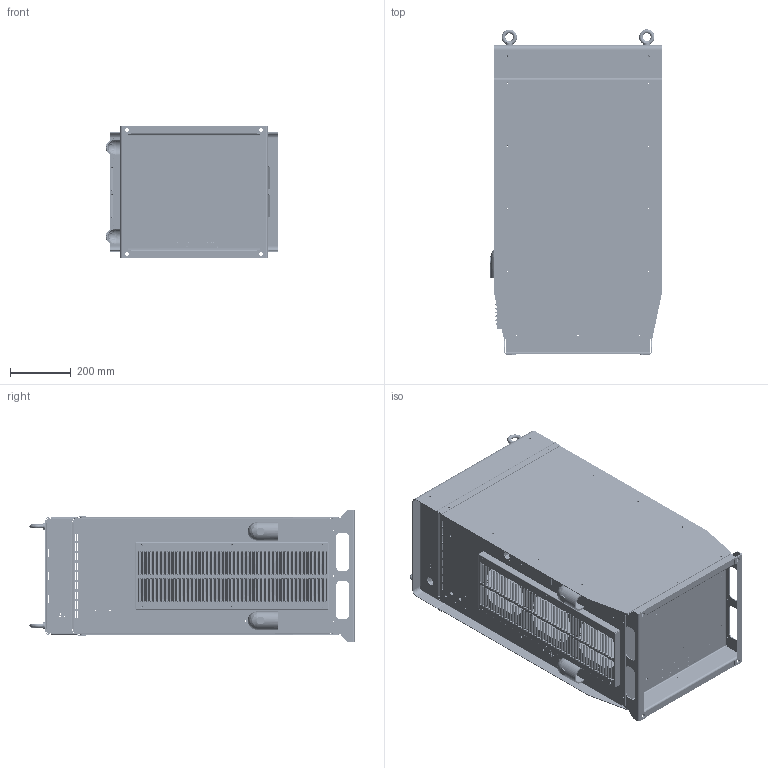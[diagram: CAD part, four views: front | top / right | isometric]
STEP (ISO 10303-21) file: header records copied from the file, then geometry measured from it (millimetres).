
FILE_DESCRIPTION (( 'STEP AP214' ), '1' );
FILE_NAME ('274174 (Axcess_Auto Axcess E 675 models - Joined Shell).STEP', '2015-12-04T14:11:44', ( 'ITS' ), ( 'ITW Welding Group' ), 'SwSTEP 2.0', 'SolidWorks 2015', '' );
FILE_SCHEMA (( 'AUTOMOTIVE_DESIGN' ));
Length unit declared in the file: inch
Products named in the file (1): 274174 (Axcess_Auto Axcess E 675 models - Joined Shell)
Bounding box: 565.82 x 1070.47 x 434.55 mm (x, y, z)
Volume: 6567049.8 mm3; surface area: 5474028.7 mm2
Topology: 1 solids, 1 shells, 5783 faces, 16782 edges, 11050 vertices
Faces by surface type: cylinder 2972, plane 2633, bspline 94, torus 72, sphere 12
Entity records: 216280 total; most frequent: CARTESIAN_POINT 67012, ORIENTED_EDGE 33540, DIRECTION 28524, EDGE_CURVE 16770, VERTEX_POINT 11050, LINE 9596, VECTOR 9596, AXIS2_PLACEMENT_3D 9464
